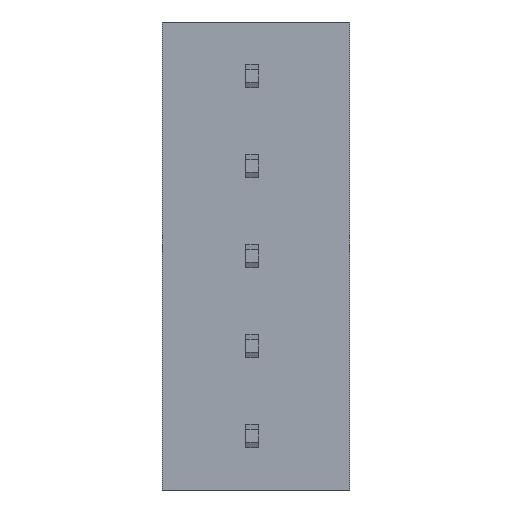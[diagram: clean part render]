
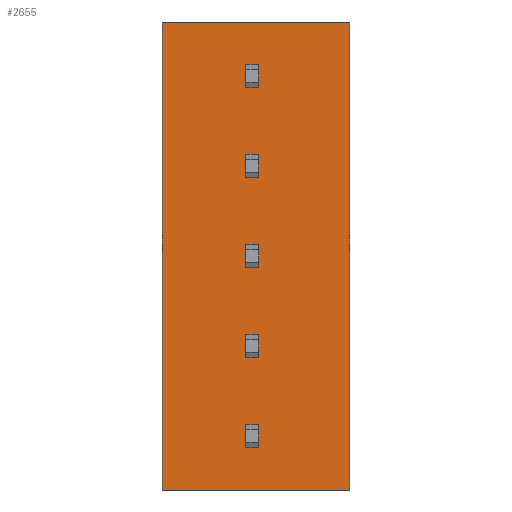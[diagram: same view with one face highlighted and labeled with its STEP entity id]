
A CAD part, front view. The second image highlights one B-rep face of the part: STEP entity #2655.
In plain terms, the highlighted planar face has unit normal (0, -1, 0).
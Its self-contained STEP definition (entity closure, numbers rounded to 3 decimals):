
#37=DIRECTION('',(-1.,0.,0.));
#38=VECTOR('',#37,7.3);
#39=CARTESIAN_POINT('',(3.8,-3.305,16.1));
#40=LINE('',#39,#38);
#85=DIRECTION('',(0.,0.,1.));
#86=VECTOR('',#85,18.2);
#87=CARTESIAN_POINT('',(-3.5,-3.305,-2.1));
#88=LINE('',#87,#86);
#89=DIRECTION('',(1.,0.,0.));
#90=VECTOR('',#89,0.5);
#91=CARTESIAN_POINT('',(-0.25,-3.305,-0.45));
#92=LINE('',#91,#90);
#93=DIRECTION('',(0.,0.,1.));
#94=VECTOR('',#93,0.9);
#95=CARTESIAN_POINT('',(0.25,-3.305,-0.45));
#96=LINE('',#95,#94);
#97=DIRECTION('',(1.,0.,0.));
#98=VECTOR('',#97,0.5);
#99=CARTESIAN_POINT('',(-0.25,-3.305,0.45));
#100=LINE('',#99,#98);
#101=DIRECTION('',(0.,0.,1.));
#102=VECTOR('',#101,0.9);
#103=CARTESIAN_POINT('',(-0.25,-3.305,-0.45));
#104=LINE('',#103,#102);
#105=DIRECTION('',(1.,0.,0.));
#106=VECTOR('',#105,0.5);
#107=CARTESIAN_POINT('',(-0.25,-3.305,3.05));
#108=LINE('',#107,#106);
#109=DIRECTION('',(0.,0.,1.));
#110=VECTOR('',#109,0.9);
#111=CARTESIAN_POINT('',(0.25,-3.305,3.05));
#112=LINE('',#111,#110);
#113=DIRECTION('',(1.,0.,0.));
#114=VECTOR('',#113,0.5);
#115=CARTESIAN_POINT('',(-0.25,-3.305,3.95));
#116=LINE('',#115,#114);
#117=DIRECTION('',(0.,0.,1.));
#118=VECTOR('',#117,0.9);
#119=CARTESIAN_POINT('',(-0.25,-3.305,3.05));
#120=LINE('',#119,#118);
#121=DIRECTION('',(1.,0.,0.));
#122=VECTOR('',#121,0.5);
#123=CARTESIAN_POINT('',(-0.25,-3.305,6.55));
#124=LINE('',#123,#122);
#125=DIRECTION('',(0.,0.,1.));
#126=VECTOR('',#125,0.9);
#127=CARTESIAN_POINT('',(0.25,-3.305,6.55));
#128=LINE('',#127,#126);
#129=DIRECTION('',(1.,0.,0.));
#130=VECTOR('',#129,0.5);
#131=CARTESIAN_POINT('',(-0.25,-3.305,7.45));
#132=LINE('',#131,#130);
#133=DIRECTION('',(0.,0.,1.));
#134=VECTOR('',#133,0.9);
#135=CARTESIAN_POINT('',(-0.25,-3.305,6.55));
#136=LINE('',#135,#134);
#137=DIRECTION('',(1.,0.,0.));
#138=VECTOR('',#137,0.5);
#139=CARTESIAN_POINT('',(-0.25,-3.305,10.05));
#140=LINE('',#139,#138);
#141=DIRECTION('',(0.,0.,1.));
#142=VECTOR('',#141,0.9);
#143=CARTESIAN_POINT('',(0.25,-3.305,10.05));
#144=LINE('',#143,#142);
#145=DIRECTION('',(1.,0.,0.));
#146=VECTOR('',#145,0.5);
#147=CARTESIAN_POINT('',(-0.25,-3.305,10.95));
#148=LINE('',#147,#146);
#149=DIRECTION('',(0.,0.,1.));
#150=VECTOR('',#149,0.9);
#151=CARTESIAN_POINT('',(-0.25,-3.305,10.05));
#152=LINE('',#151,#150);
#153=DIRECTION('',(1.,0.,0.));
#154=VECTOR('',#153,0.5);
#155=CARTESIAN_POINT('',(-0.25,-3.305,13.55));
#156=LINE('',#155,#154);
#157=DIRECTION('',(0.,0.,1.));
#158=VECTOR('',#157,0.9);
#159=CARTESIAN_POINT('',(0.25,-3.305,13.55));
#160=LINE('',#159,#158);
#161=DIRECTION('',(1.,0.,0.));
#162=VECTOR('',#161,0.5);
#163=CARTESIAN_POINT('',(-0.25,-3.305,14.45));
#164=LINE('',#163,#162);
#165=DIRECTION('',(0.,0.,1.));
#166=VECTOR('',#165,0.9);
#167=CARTESIAN_POINT('',(-0.25,-3.305,13.55));
#168=LINE('',#167,#166);
#169=DIRECTION('',(0.,0.,1.));
#170=VECTOR('',#169,18.2);
#171=CARTESIAN_POINT('',(3.8,-3.305,-2.1));
#172=LINE('',#171,#170);
#243=DIRECTION('',(-1.,0.,0.));
#244=VECTOR('',#243,7.3);
#245=CARTESIAN_POINT('',(3.8,-3.305,-2.1));
#246=LINE('',#245,#244);
#1987=CARTESIAN_POINT('',(-3.5,-3.305,16.1));
#1989=VERTEX_POINT('',#1987);
#1991=CARTESIAN_POINT('',(3.8,-3.305,16.1));
#1992=VERTEX_POINT('',#1991);
#2001=CARTESIAN_POINT('',(-3.5,-3.305,-2.1));
#2003=VERTEX_POINT('',#2001);
#2005=CARTESIAN_POINT('',(3.8,-3.305,-2.1));
#2006=VERTEX_POINT('',#2005);
#2089=CARTESIAN_POINT('',(-0.25,-3.305,-0.45));
#2090=CARTESIAN_POINT('',(0.25,-3.305,-0.45));
#2091=VERTEX_POINT('',#2089);
#2092=VERTEX_POINT('',#2090);
#2093=CARTESIAN_POINT('',(-0.25,-3.305,0.45));
#2094=CARTESIAN_POINT('',(0.25,-3.305,0.45));
#2095=VERTEX_POINT('',#2093);
#2096=VERTEX_POINT('',#2094);
#2187=CARTESIAN_POINT('',(-0.25,-3.305,3.05));
#2188=CARTESIAN_POINT('',(0.25,-3.305,3.05));
#2189=VERTEX_POINT('',#2187);
#2190=VERTEX_POINT('',#2188);
#2191=CARTESIAN_POINT('',(-0.25,-3.305,3.95));
#2192=CARTESIAN_POINT('',(0.25,-3.305,3.95));
#2193=VERTEX_POINT('',#2191);
#2194=VERTEX_POINT('',#2192);
#2285=CARTESIAN_POINT('',(-0.25,-3.305,6.55));
#2286=CARTESIAN_POINT('',(0.25,-3.305,6.55));
#2287=VERTEX_POINT('',#2285);
#2288=VERTEX_POINT('',#2286);
#2289=CARTESIAN_POINT('',(-0.25,-3.305,7.45));
#2290=CARTESIAN_POINT('',(0.25,-3.305,7.45));
#2291=VERTEX_POINT('',#2289);
#2292=VERTEX_POINT('',#2290);
#2383=CARTESIAN_POINT('',(-0.25,-3.305,10.05));
#2384=CARTESIAN_POINT('',(0.25,-3.305,10.05));
#2385=VERTEX_POINT('',#2383);
#2386=VERTEX_POINT('',#2384);
#2387=CARTESIAN_POINT('',(-0.25,-3.305,10.95));
#2388=CARTESIAN_POINT('',(0.25,-3.305,10.95));
#2389=VERTEX_POINT('',#2387);
#2390=VERTEX_POINT('',#2388);
#2481=CARTESIAN_POINT('',(-0.25,-3.305,13.55));
#2482=CARTESIAN_POINT('',(0.25,-3.305,13.55));
#2483=VERTEX_POINT('',#2481);
#2484=VERTEX_POINT('',#2482);
#2485=CARTESIAN_POINT('',(-0.25,-3.305,14.45));
#2486=CARTESIAN_POINT('',(0.25,-3.305,14.45));
#2487=VERTEX_POINT('',#2485);
#2488=VERTEX_POINT('',#2486);
#2592=CARTESIAN_POINT('',(-3.5,-3.305,16.1));
#2593=DIRECTION('',(0.,-1.,0.));
#2594=DIRECTION('',(1.,0.,0.));
#2595=AXIS2_PLACEMENT_3D('',#2592,#2593,#2594);
#2596=PLANE('',#2595);
#2597=ORIENTED_EDGE('',*,*,#2522,.F.);
#2599=ORIENTED_EDGE('',*,*,#2598,.F.);
#2601=ORIENTED_EDGE('',*,*,#2600,.T.);
#2602=ORIENTED_EDGE('',*,*,#2533,.T.);
#2603=EDGE_LOOP('',(#2597,#2599,#2601,#2602));
#2604=FACE_OUTER_BOUND('',#2603,.F.);
#2606=ORIENTED_EDGE('',*,*,#2605,.T.);
#2608=ORIENTED_EDGE('',*,*,#2607,.T.);
#2610=ORIENTED_EDGE('',*,*,#2609,.F.);
#2612=ORIENTED_EDGE('',*,*,#2611,.F.);
#2613=EDGE_LOOP('',(#2606,#2608,#2610,#2612));
#2614=FACE_BOUND('',#2613,.F.);
#2616=ORIENTED_EDGE('',*,*,#2615,.T.);
#2618=ORIENTED_EDGE('',*,*,#2617,.T.);
#2620=ORIENTED_EDGE('',*,*,#2619,.F.);
#2622=ORIENTED_EDGE('',*,*,#2621,.F.);
#2623=EDGE_LOOP('',(#2616,#2618,#2620,#2622));
#2624=FACE_BOUND('',#2623,.F.);
#2626=ORIENTED_EDGE('',*,*,#2625,.T.);
#2628=ORIENTED_EDGE('',*,*,#2627,.T.);
#2630=ORIENTED_EDGE('',*,*,#2629,.F.);
#2632=ORIENTED_EDGE('',*,*,#2631,.F.);
#2633=EDGE_LOOP('',(#2626,#2628,#2630,#2632));
#2634=FACE_BOUND('',#2633,.F.);
#2636=ORIENTED_EDGE('',*,*,#2635,.T.);
#2638=ORIENTED_EDGE('',*,*,#2637,.T.);
#2640=ORIENTED_EDGE('',*,*,#2639,.F.);
#2642=ORIENTED_EDGE('',*,*,#2641,.F.);
#2643=EDGE_LOOP('',(#2636,#2638,#2640,#2642));
#2644=FACE_BOUND('',#2643,.F.);
#2646=ORIENTED_EDGE('',*,*,#2645,.T.);
#2648=ORIENTED_EDGE('',*,*,#2647,.T.);
#2650=ORIENTED_EDGE('',*,*,#2649,.F.);
#2652=ORIENTED_EDGE('',*,*,#2651,.F.);
#2653=EDGE_LOOP('',(#2646,#2648,#2650,#2652));
#2654=FACE_BOUND('',#2653,.F.);
#2522=EDGE_CURVE('',#1992,#1989,#40,.T.);
#2533=EDGE_CURVE('',#2003,#1989,#88,.T.);
#2598=EDGE_CURVE('',#2006,#1992,#172,.T.);
#2600=EDGE_CURVE('',#2006,#2003,#246,.T.);
#2605=EDGE_CURVE('',#2091,#2092,#92,.T.);
#2607=EDGE_CURVE('',#2092,#2096,#96,.T.);
#2609=EDGE_CURVE('',#2095,#2096,#100,.T.);
#2611=EDGE_CURVE('',#2091,#2095,#104,.T.);
#2615=EDGE_CURVE('',#2189,#2190,#108,.T.);
#2617=EDGE_CURVE('',#2190,#2194,#112,.T.);
#2619=EDGE_CURVE('',#2193,#2194,#116,.T.);
#2621=EDGE_CURVE('',#2189,#2193,#120,.T.);
#2625=EDGE_CURVE('',#2287,#2288,#124,.T.);
#2627=EDGE_CURVE('',#2288,#2292,#128,.T.);
#2629=EDGE_CURVE('',#2291,#2292,#132,.T.);
#2631=EDGE_CURVE('',#2287,#2291,#136,.T.);
#2635=EDGE_CURVE('',#2385,#2386,#140,.T.);
#2637=EDGE_CURVE('',#2386,#2390,#144,.T.);
#2639=EDGE_CURVE('',#2389,#2390,#148,.T.);
#2641=EDGE_CURVE('',#2385,#2389,#152,.T.);
#2645=EDGE_CURVE('',#2483,#2484,#156,.T.);
#2647=EDGE_CURVE('',#2484,#2488,#160,.T.);
#2649=EDGE_CURVE('',#2487,#2488,#164,.T.);
#2651=EDGE_CURVE('',#2483,#2487,#168,.T.);
#2655=ADVANCED_FACE('',(#2604,#2614,#2624,#2634,#2644,#2654),#2596,.T.);
